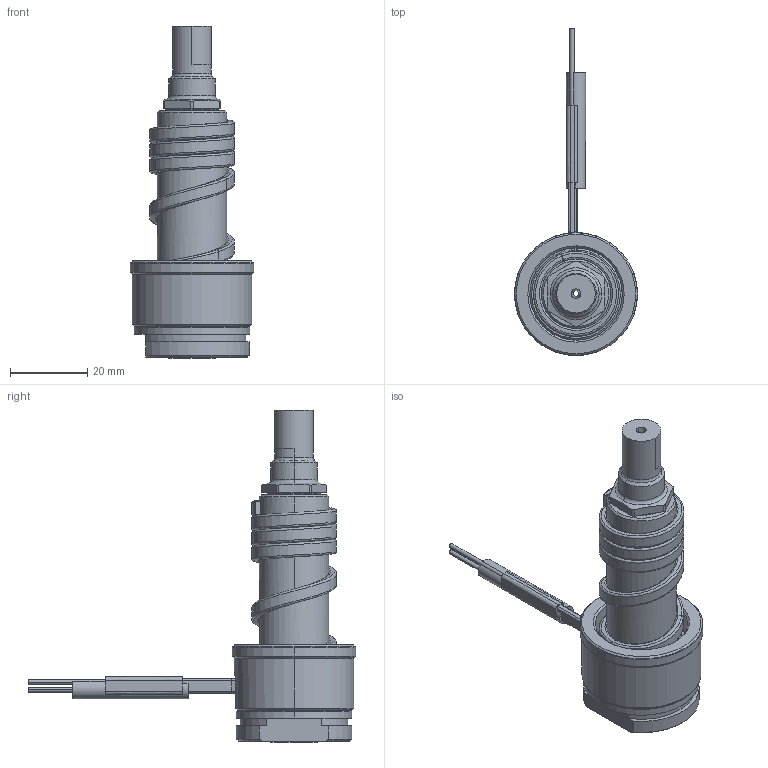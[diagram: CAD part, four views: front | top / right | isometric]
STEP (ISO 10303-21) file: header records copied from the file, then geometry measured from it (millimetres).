
FILE_DESCRIPTION((''),'2;1');
FILE_NAME('SM-76-AEM-H','2016-08-26T',('砐錪賧瘔蠈錪'),('IMID'),'PRO/ENGINEER BY PARAMETRIC TECHNOLOGY CORPORATION, 2015070','PRO/ENGINEER BY PARAMETRIC TECHNOLOGY CORPORATION, 2015070','');
FILE_SCHEMA(('CONFIG_CONTROL_DESIGN'));
Length unit declared in the file: millimetre
Products named in the file (1): SM-76-AEM-H
Bounding box: 32 x 85 x 86.2 mm (x, y, z)
Volume: 29152 mm3; surface area: 17239.9 mm2
Topology: 1 solids, 14 shells, 337 faces, 844 edges, 504 vertices
Faces by surface type: cylinder 119, cone 61, bspline 57, plane 52, torus 30, revolution 9, extrusion 7, sphere 2
Entity records: 16327 total; most frequent: CARTESIAN_POINT 8521, ORIENTED_EDGE 1632, DIRECTION 1589, EDGE_CURVE 836, AXIS2_PLACEMENT_3D 646, VERTEX_POINT 504, CIRCLE 381, EDGE_LOOP 364
